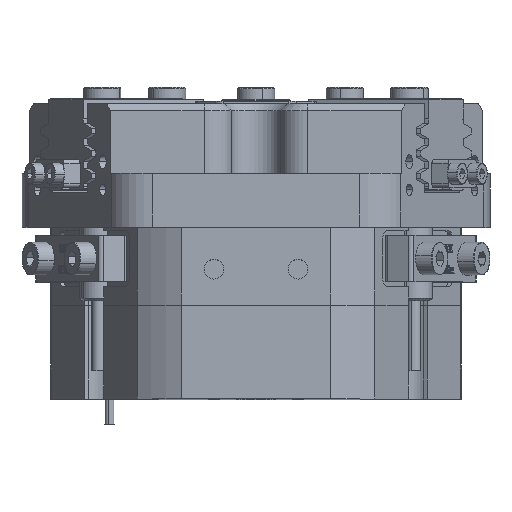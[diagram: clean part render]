
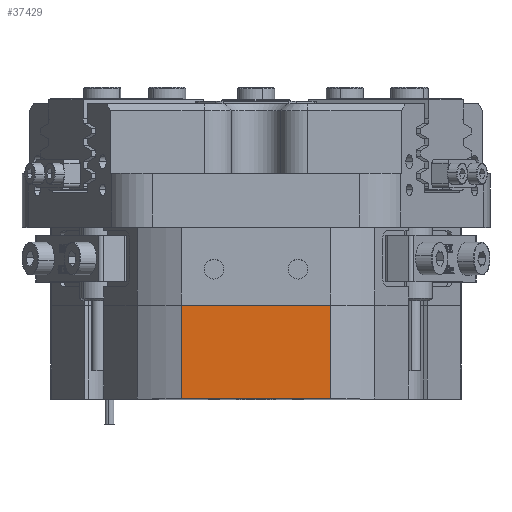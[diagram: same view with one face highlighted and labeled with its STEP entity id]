
A CAD part, top view. The second image highlights one B-rep face of the part: STEP entity #37429.
In plain terms, the highlighted planar face has unit normal (0, 0, 1).
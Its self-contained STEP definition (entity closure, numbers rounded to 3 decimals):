
#1812 = ORIENTED_EDGE ( 'NONE', *, *, #43382, .T. ) ;
#1904 = CARTESIAN_POINT ( 'NONE',  ( 15.969, 20.1, 41. ) ) ;
#1954 = CARTESIAN_POINT ( 'NONE',  ( 0., 0., 41. ) ) ;
#2235 = CARTESIAN_POINT ( 'NONE',  ( -15.969, 20.1, 41. ) ) ;
#4997 = CARTESIAN_POINT ( 'NONE',  ( -71.014, 20.1, 41. ) ) ;
#8542 = CARTESIAN_POINT ( 'NONE',  ( -15.969, 20.1, 41. ) ) ;
#8876 = EDGE_CURVE ( 'NONE', #58306, #52828, #8893, .T. ) ;
#8893 = LINE ( 'NONE', #2235, #43142 ) ;
#9453 = DIRECTION ( 'NONE',  ( 0., 0., 1. ) ) ;
#12717 = CARTESIAN_POINT ( 'NONE',  ( -15.969, 0., 41. ) ) ;
#13534 = AXIS2_PLACEMENT_3D ( 'NONE', #22771, #9453, #22574 ) ;
#13920 = DIRECTION ( 'NONE',  ( 1., 0., 0. ) ) ;
#14780 = CARTESIAN_POINT ( 'NONE',  ( 15.969, 0., 41. ) ) ;
#14798 = LINE ( 'NONE', #1904, #39826 ) ;
#20717 = EDGE_CURVE ( 'NONE', #58306, #49602, #37851, .T. ) ;
#21933 = CARTESIAN_POINT ( 'NONE',  ( 15.969, 20.1, 41. ) ) ;
#22574 = DIRECTION ( 'NONE',  ( 1., 0., 0. ) ) ;
#22771 = CARTESIAN_POINT ( 'NONE',  ( -71.014, 0., 41. ) ) ;
#24729 = DIRECTION ( 'NONE',  ( 0., 1., 0. ) ) ;
#26426 = VECTOR ( 'NONE', #37967, 1000. ) ;
#36090 = ORIENTED_EDGE ( 'NONE', *, *, #53687, .T. ) ;
#36135 = EDGE_LOOP ( 'NONE', ( #38884, #1812, #36090, #45483 ) ) ;
#37429 = ADVANCED_FACE ( 'NONE', ( #38604 ), #45742, .T. ) ;
#37851 = LINE ( 'NONE', #4997, #46428 ) ;
#37967 = DIRECTION ( 'NONE',  ( 1., 0., 0. ) ) ;
#38604 = FACE_OUTER_BOUND ( 'NONE', #36135, .T. ) ;
#38884 = ORIENTED_EDGE ( 'NONE', *, *, #8876, .T. ) ;
#39826 = VECTOR ( 'NONE', #24729, 1000. ) ;
#42636 = DIRECTION ( 'NONE',  ( 0., -1., 0. ) ) ;
#42873 = LINE ( 'NONE', #1954, #26426 ) ;
#43142 = VECTOR ( 'NONE', #42636, 1000. ) ;
#43382 = EDGE_CURVE ( 'NONE', #52828, #57976, #42873, .T. ) ;
#45483 = ORIENTED_EDGE ( 'NONE', *, *, #20717, .F. ) ;
#45742 = PLANE ( 'NONE',  #13534 ) ;
#46428 = VECTOR ( 'NONE', #13920, 1000. ) ;
#49602 = VERTEX_POINT ( 'NONE', #21933 ) ;
#52828 = VERTEX_POINT ( 'NONE', #12717 ) ;
#53687 = EDGE_CURVE ( 'NONE', #57976, #49602, #14798, .T. ) ;
#57976 = VERTEX_POINT ( 'NONE', #14780 ) ;
#58306 = VERTEX_POINT ( 'NONE', #8542 ) ;
